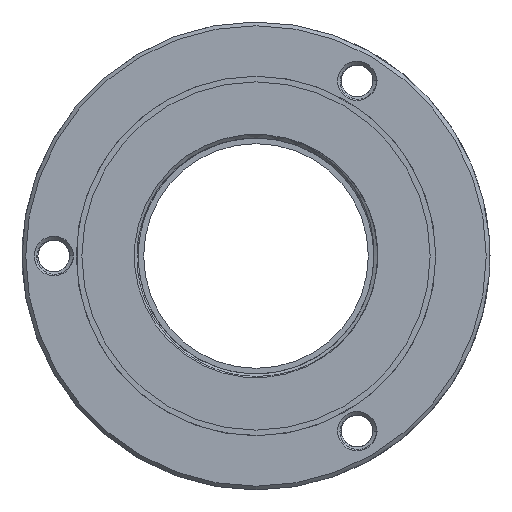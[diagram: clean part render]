
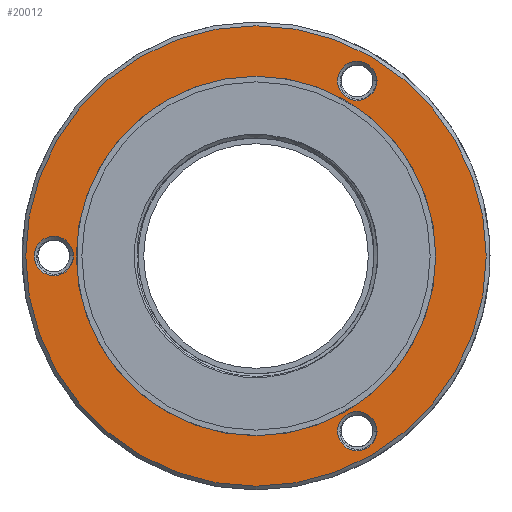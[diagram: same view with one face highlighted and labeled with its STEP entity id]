
A CAD part, left-side view. The second image highlights one B-rep face of the part: STEP entity #20012.
In plain terms, the highlighted planar face has unit normal (-1, 0, 0).
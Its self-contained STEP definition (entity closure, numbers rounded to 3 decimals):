
#387 = CARTESIAN_POINT ( 'NONE',  ( 8., 12.5, 0. ) ) ;
#540 = VERTEX_POINT ( 'NONE', #14624 ) ;
#728 = CIRCLE ( 'NONE', #21965, 12.3 ) ;
#768 = FACE_BOUND ( 'NONE', #16552, .T. ) ;
#883 = AXIS2_PLACEMENT_3D ( 'NONE', #387, #6385, #12408 ) ;
#1397 = DIRECTION ( 'NONE',  ( 0., 0., -1. ) ) ;
#1678 = DIRECTION ( 'NONE',  ( 0., 0., -1. ) ) ;
#2022 = EDGE_LOOP ( 'NONE', ( #24233 ) ) ;
#2642 = ORIENTED_EDGE ( 'NONE', *, *, #14045, .T. ) ;
#2874 = CARTESIAN_POINT ( 'NONE',  ( 8., 0., -12.3 ) ) ;
#3012 = VERTEX_POINT ( 'NONE', #24354 ) ;
#3358 = CIRCLE ( 'NONE', #5451, 1.05 ) ;
#3501 = DIRECTION ( 'NONE',  ( -1., 0., 0. ) ) ;
#4216 = CIRCLE ( 'NONE', #6310, 1.05 ) ;
#4669 = PLANE ( 'NONE',  #883 ) ;
#4815 = VERTEX_POINT ( 'NONE', #16543 ) ;
#5132 = EDGE_CURVE ( 'NONE', #3012, #3012, #23302, .T. ) ;
#5362 = CARTESIAN_POINT ( 'NONE',  ( 8., 10.8, 0. ) ) ;
#5451 = AXIS2_PLACEMENT_3D ( 'NONE', #22901, #19236, #1397 ) ;
#5853 = CIRCLE ( 'NONE', #9181, 1.05 ) ;
#6310 = AXIS2_PLACEMENT_3D ( 'NONE', #5362, #21259, #24077 ) ;
#6385 = DIRECTION ( 'NONE',  ( 1., 0., 0. ) ) ;
#6538 = VERTEX_POINT ( 'NONE', #2874 ) ;
#7229 = EDGE_LOOP ( 'NONE', ( #9728 ) ) ;
#9181 = AXIS2_PLACEMENT_3D ( 'NONE', #24818, #18720, #14321 ) ;
#9728 = ORIENTED_EDGE ( 'NONE', *, *, #20430, .T. ) ;
#10271 = EDGE_CURVE ( 'NONE', #6538, #6538, #728, .T. ) ;
#12408 = DIRECTION ( 'NONE',  ( 0., 0., -1. ) ) ;
#14045 = EDGE_CURVE ( 'NONE', #20579, #20579, #4216, .T. ) ;
#14321 = DIRECTION ( 'NONE',  ( 0., 0., -1. ) ) ;
#14624 = CARTESIAN_POINT ( 'NONE',  ( 8., -5.4, 8.303 ) ) ;
#15003 = CARTESIAN_POINT ( 'NONE',  ( 8., 10.8, -1.05 ) ) ;
#15735 = CARTESIAN_POINT ( 'NONE',  ( 8., 0., 0. ) ) ;
#16130 = FACE_BOUND ( 'NONE', #22696, .T. ) ;
#16264 = FACE_OUTER_BOUND ( 'NONE', #18203, .T. ) ;
#16543 = CARTESIAN_POINT ( 'NONE',  ( 8., -5.4, -10.403 ) ) ;
#16552 = EDGE_LOOP ( 'NONE', ( #23524 ) ) ;
#18203 = EDGE_LOOP ( 'NONE', ( #20679 ) ) ;
#18474 = FACE_BOUND ( 'NONE', #7229, .T. ) ;
#18607 = FACE_BOUND ( 'NONE', #2022, .T. ) ;
#18720 = DIRECTION ( 'NONE',  ( 1., 0., 0. ) ) ;
#19236 = DIRECTION ( 'NONE',  ( 1., 0., 0. ) ) ;
#19503 = DIRECTION ( 'NONE',  ( 0., 0., 1. ) ) ;
#19752 = CARTESIAN_POINT ( 'NONE',  ( 8., 0., 0. ) ) ;
#20012 = ADVANCED_FACE ( 'NONE', ( #16264, #768, #18474, #16130, #18607 ), #4669, .F. ) ;
#20282 = EDGE_CURVE ( 'NONE', #4815, #4815, #5853, .T. ) ;
#20430 = EDGE_CURVE ( 'NONE', #540, #540, #3358, .T. ) ;
#20579 = VERTEX_POINT ( 'NONE', #15003 ) ;
#20679 = ORIENTED_EDGE ( 'NONE', *, *, #10271, .T. ) ;
#21259 = DIRECTION ( 'NONE',  ( 1., 0., 0. ) ) ;
#21965 = AXIS2_PLACEMENT_3D ( 'NONE', #19752, #3501, #1678 ) ;
#22696 = EDGE_LOOP ( 'NONE', ( #2642 ) ) ;
#22901 = CARTESIAN_POINT ( 'NONE',  ( 8., -5.4, 9.353 ) ) ;
#23302 = CIRCLE ( 'NONE', #24116, 9.6 ) ;
#23524 = ORIENTED_EDGE ( 'NONE', *, *, #20282, .T. ) ;
#24077 = DIRECTION ( 'NONE',  ( 0., 0., -1. ) ) ;
#24116 = AXIS2_PLACEMENT_3D ( 'NONE', #15735, #25497, #19503 ) ;
#24233 = ORIENTED_EDGE ( 'NONE', *, *, #5132, .F. ) ;
#24354 = CARTESIAN_POINT ( 'NONE',  ( 8., 0., 9.6 ) ) ;
#24818 = CARTESIAN_POINT ( 'NONE',  ( 8., -5.4, -9.353 ) ) ;
#25497 = DIRECTION ( 'NONE',  ( -1., 0., 0. ) ) ;
